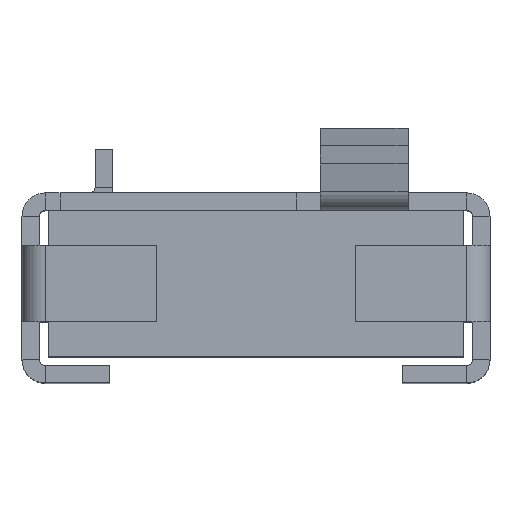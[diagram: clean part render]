
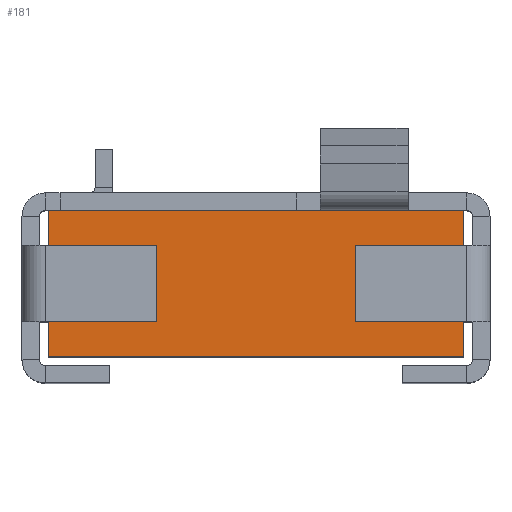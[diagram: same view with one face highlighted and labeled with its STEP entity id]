
A CAD part, top view. The second image highlights one B-rep face of the part: STEP entity #181.
In plain terms, the highlighted planar face has unit normal (0, 0, 1).
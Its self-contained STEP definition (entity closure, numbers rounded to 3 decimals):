
#11=DIRECTION('',(-1.,0.,0.));
#12=VECTOR('',#11,14.2);
#13=CARTESIAN_POINT('',(7.1,0.,5.5));
#14=LINE('',#13,#12);
#19=DIRECTION('',(0.,-1.,0.));
#20=VECTOR('',#19,5.);
#21=CARTESIAN_POINT('',(-7.1,5.,5.5));
#22=LINE('',#21,#20);
#35=DIRECTION('',(0.,1.,0.));
#36=VECTOR('',#35,5.);
#37=CARTESIAN_POINT('',(7.1,0.,5.5));
#38=LINE('',#37,#36);
#43=DIRECTION('',(-1.,0.,0.));
#44=VECTOR('',#43,14.2);
#45=CARTESIAN_POINT('',(7.1,5.,5.5));
#46=LINE('',#45,#44);
#113=CARTESIAN_POINT('',(7.1,0.,5.5));
#114=CARTESIAN_POINT('',(-7.1,0.,5.5));
#115=VERTEX_POINT('',#113);
#116=VERTEX_POINT('',#114);
#125=CARTESIAN_POINT('',(-7.1,5.,5.5));
#126=VERTEX_POINT('',#125);
#127=CARTESIAN_POINT('',(7.1,5.,5.5));
#128=VERTEX_POINT('',#127);
#167=CARTESIAN_POINT('',(0.,2.5,5.5));
#168=DIRECTION('',(0.,0.,1.));
#169=DIRECTION('',(1.,0.,0.));
#170=AXIS2_PLACEMENT_3D('',#167,#168,#169);
#171=PLANE('',#170);
#172=ORIENTED_EDGE('',*,*,#150,.T.);
#174=ORIENTED_EDGE('',*,*,#173,.F.);
#176=ORIENTED_EDGE('',*,*,#175,.F.);
#178=ORIENTED_EDGE('',*,*,#177,.F.);
#179=EDGE_LOOP('',(#172,#174,#176,#178));
#180=FACE_OUTER_BOUND('',#179,.F.);
#150=EDGE_CURVE('',#115,#116,#14,.T.);
#173=EDGE_CURVE('',#126,#116,#22,.T.);
#175=EDGE_CURVE('',#128,#126,#46,.T.);
#177=EDGE_CURVE('',#115,#128,#38,.T.);
#181=ADVANCED_FACE('',(#180),#171,.T.);
